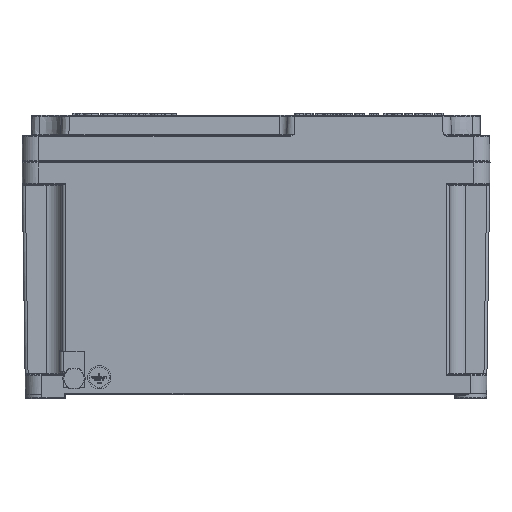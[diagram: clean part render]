
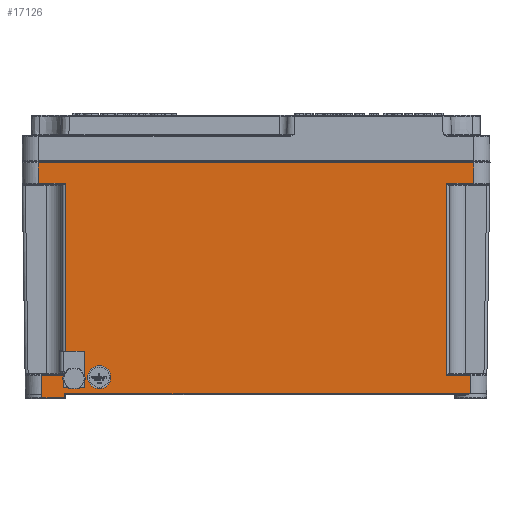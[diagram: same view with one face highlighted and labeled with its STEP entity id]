
A CAD part, left-side view. The second image highlights one B-rep face of the part: STEP entity #17126.
In plain terms, the highlighted planar face has unit normal (-1, 0, -0.015).
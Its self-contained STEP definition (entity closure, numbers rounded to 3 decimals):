
#16267=CARTESIAN_POINT('',(-151.159,89.978,10.943));
#16268=VERTEX_POINT('',#16267);
#16276=CARTESIAN_POINT('',(-151.116,89.978,7.993));
#16277=DIRECTION('',(-1.,0.,-0.015));
#16278=DIRECTION('',(0.015,0.0,-1.));
#16279=AXIS2_PLACEMENT_3D('',#16276,#16277,#16278);
#16280=ELLIPSE('',#16279,2.95,2.95);
#16281=EDGE_CURVE('',#16268,#16268,#16280,.T.);
#16411=CARTESIAN_POINT('',(-151.208,77.478,14.302));
#16412=VERTEX_POINT('',#16411);
#16413=CARTESIAN_POINT('',(-151.125,77.478,8.603));
#16414=DIRECTION('',(1.,0.,0.015));
#16415=DIRECTION('',(0.015,0.0,-1.));
#16416=AXIS2_PLACEMENT_3D('',#16413,#16414,#16415);
#16417=CIRCLE('',#16416,5.7);
#16418=EDGE_CURVE('',#16412,#16412,#16417,.T.);
#16985=CARTESIAN_POINT('',(-151.,-114.,0.0));
#16986=DIRECTION('',(-1.,0.,-0.015));
#16987=DIRECTION('',(0.0,-1.0,0.0));
#16988=AXIS2_PLACEMENT_3D('',#16985,#16986,#16987);
#16989=PLANE('',#16988);
#16990=CARTESIAN_POINT('',(-151.007,94.493,0.493));
#16991=VERTEX_POINT('',#16990);
#16992=CARTESIAN_POINT('',(-150.978,94.522,-1.507));
#16993=VERTEX_POINT('',#16992);
#16994=CARTESIAN_POINT('',(-151.007,94.493,0.493));
#16995=DIRECTION('',(0.015,0.015,-1.));
#16996=VECTOR('',#16995,2.);
#16997=LINE('',#16994,#16996);
#16998=EDGE_CURVE('',#16991,#16993,#16997,.T.);
#16999=ORIENTED_EDGE('',*,*,#16998,.F.);
#17000=CARTESIAN_POINT('',(-151.007,-106.008,0.493));
#17001=VERTEX_POINT('',#17000);
#17002=CARTESIAN_POINT('',(-151.007,94.493,0.493));
#17003=DIRECTION('',(0.0,-1.0,0.0));
#17004=VECTOR('',#17003,200.501);
#17005=LINE('',#17002,#17004);
#17006=EDGE_CURVE('',#16991,#17001,#17005,.T.);
#17007=ORIENTED_EDGE('',*,*,#17006,.T.);
#17008=CARTESIAN_POINT('',(-151.138,-106.139,9.493));
#17009=VERTEX_POINT('',#17008);
#17010=CARTESIAN_POINT('',(-151.138,-106.139,9.493));
#17011=DIRECTION('',(0.015,0.015,-1.));
#17012=VECTOR('',#17011,9.002);
#17013=LINE('',#17010,#17012);
#17014=EDGE_CURVE('',#17009,#17001,#17013,.T.);
#17015=ORIENTED_EDGE('',*,*,#17014,.F.);
#17016=CARTESIAN_POINT('',(-151.138,-94.258,9.493));
#17017=VERTEX_POINT('',#17016);
#17018=CARTESIAN_POINT('',(-151.138,-94.258,9.493));
#17019=DIRECTION('',(0.0,-1.0,0.0));
#17020=VECTOR('',#17019,11.881);
#17021=LINE('',#17018,#17020);
#17022=EDGE_CURVE('',#17017,#17009,#17021,.T.);
#17023=ORIENTED_EDGE('',*,*,#17022,.F.);
#17024=CARTESIAN_POINT('',(-152.519,-94.238,104.493));
#17025=VERTEX_POINT('',#17024);
#17026=CARTESIAN_POINT('',(-152.519,-94.238,104.493));
#17027=DIRECTION('',(0.015,0.,-1.));
#17028=VECTOR('',#17027,95.01);
#17029=LINE('',#17026,#17028);
#17030=EDGE_CURVE('',#17025,#17017,#17029,.T.);
#17031=ORIENTED_EDGE('',*,*,#17030,.F.);
#17032=CARTESIAN_POINT('',(-152.519,-107.52,104.493));
#17033=VERTEX_POINT('',#17032);
#17034=CARTESIAN_POINT('',(-152.519,-107.52,104.493));
#17035=DIRECTION('',(0.0,1.0,0.0));
#17036=VECTOR('',#17035,13.282);
#17037=LINE('',#17034,#17036);
#17038=EDGE_CURVE('',#17033,#17025,#17037,.T.);
#17039=ORIENTED_EDGE('',*,*,#17038,.F.);
#17040=CARTESIAN_POINT('',(-152.665,-107.666,114.493));
#17041=VERTEX_POINT('',#17040);
#17042=CARTESIAN_POINT('',(-152.665,-107.666,114.493));
#17043=DIRECTION('',(0.015,0.015,-1.));
#17044=VECTOR('',#17043,10.002);
#17045=LINE('',#17042,#17044);
#17046=EDGE_CURVE('',#17041,#17033,#17045,.T.);
#17047=ORIENTED_EDGE('',*,*,#17046,.F.);
#17048=CARTESIAN_POINT('',(-152.665,107.666,114.493));
#17049=VERTEX_POINT('',#17048);
#17050=CARTESIAN_POINT('',(-152.665,107.666,114.493));
#17051=DIRECTION('',(0.0,-1.0,0.0));
#17052=VECTOR('',#17051,215.331);
#17053=LINE('',#17050,#17052);
#17054=EDGE_CURVE('',#17049,#17041,#17053,.T.);
#17055=ORIENTED_EDGE('',*,*,#17054,.F.);
#17056=CARTESIAN_POINT('',(-152.519,107.52,104.493));
#17057=VERTEX_POINT('',#17056);
#17058=CARTESIAN_POINT('',(-152.519,107.52,104.493));
#17059=DIRECTION('',(-0.015,0.015,1.));
#17060=VECTOR('',#17059,10.002);
#17061=LINE('',#17058,#17060);
#17062=EDGE_CURVE('',#17057,#17049,#17061,.T.);
#17063=ORIENTED_EDGE('',*,*,#17062,.F.);
#17064=CARTESIAN_POINT('',(-152.519,94.238,104.493));
#17065=VERTEX_POINT('',#17064);
#17066=CARTESIAN_POINT('',(-152.519,94.238,104.493));
#17067=DIRECTION('',(0.0,1.0,0.0));
#17068=VECTOR('',#17067,13.282);
#17069=LINE('',#17066,#17068);
#17070=EDGE_CURVE('',#17065,#17057,#17069,.T.);
#17071=ORIENTED_EDGE('',*,*,#17070,.F.);
#17072=CARTESIAN_POINT('',(-151.138,94.258,9.493));
#17073=VERTEX_POINT('',#17072);
#17074=CARTESIAN_POINT('',(-151.138,94.258,9.493));
#17075=DIRECTION('',(-0.015,0.,1.));
#17076=VECTOR('',#17075,95.01);
#17077=LINE('',#17074,#17076);
#17078=EDGE_CURVE('',#17073,#17065,#17077,.T.);
#17079=ORIENTED_EDGE('',*,*,#17078,.F.);
#17080=CARTESIAN_POINT('',(-151.138,106.139,9.493));
#17081=VERTEX_POINT('',#17080);
#17082=CARTESIAN_POINT('',(-151.138,106.139,9.493));
#17083=DIRECTION('',(0.0,-1.0,0.0));
#17084=VECTOR('',#17083,11.881);
#17085=LINE('',#17082,#17084);
#17086=EDGE_CURVE('',#17081,#17073,#17085,.T.);
#17087=ORIENTED_EDGE('',*,*,#17086,.F.);
#17088=CARTESIAN_POINT('',(-151.,106.001,0.0));
#17089=VERTEX_POINT('',#17088);
#17090=CARTESIAN_POINT('',(-151.,106.001,0.));
#17091=DIRECTION('',(-0.015,0.015,1.));
#17092=VECTOR('',#17091,9.495);
#17093=LINE('',#17090,#17092);
#17094=EDGE_CURVE('',#17089,#17081,#17093,.T.);
#17095=ORIENTED_EDGE('',*,*,#17094,.F.);
#17096=CARTESIAN_POINT('',(-151.,105.883,0.0));
#17097=VERTEX_POINT('',#17096);
#17098=CARTESIAN_POINT('',(-151.,106.001,0.0));
#17099=DIRECTION('',(0.0,-1.0,0.0));
#17100=VECTOR('',#17099,0.118);
#17101=LINE('',#17098,#17100);
#17102=EDGE_CURVE('',#17089,#17097,#17101,.T.);
#17103=ORIENTED_EDGE('',*,*,#17102,.T.);
#17104=CARTESIAN_POINT('',(-150.978,105.883,-1.507));
#17105=VERTEX_POINT('',#17104);
#17106=CARTESIAN_POINT('',(-151.,105.883,0.));
#17107=DIRECTION('',(0.015,0.,-1.));
#17108=VECTOR('',#17107,1.507);
#17109=LINE('',#17106,#17108);
#17110=EDGE_CURVE('',#17097,#17105,#17109,.T.);
#17111=ORIENTED_EDGE('',*,*,#17110,.T.);
#17112=CARTESIAN_POINT('',(-150.978,94.522,-1.507));
#17113=DIRECTION('',(0.0,1.0,0.0));
#17114=VECTOR('',#17113,11.361);
#17115=LINE('',#17112,#17114);
#17116=EDGE_CURVE('',#16993,#17105,#17115,.T.);
#17117=ORIENTED_EDGE('',*,*,#17116,.F.);
#17118=EDGE_LOOP('',(#16999,#17007,#17015,#17023,#17031,#17039,#17047,#17055,#17063,#17071,#17079,#17087,#17095,#17103,#17111,#17117));
#17119=FACE_OUTER_BOUND('',#17118,.T.);
#17120=ORIENTED_EDGE('',*,*,#16281,.F.);
#17121=EDGE_LOOP('',(#17120));
#17122=FACE_BOUND('',#17121,.T.);
#17123=ORIENTED_EDGE('',*,*,#16418,.T.);
#17124=EDGE_LOOP('',(#17123));
#17125=FACE_BOUND('',#17124,.T.);
#17126=ADVANCED_FACE('',(#17119,#17122,#17125),#16989,.T.);
